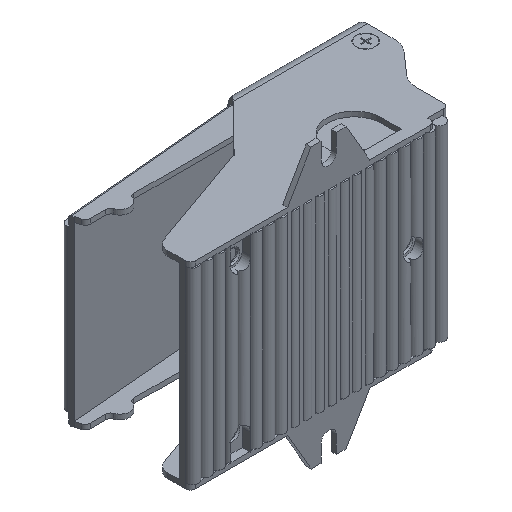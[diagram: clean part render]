
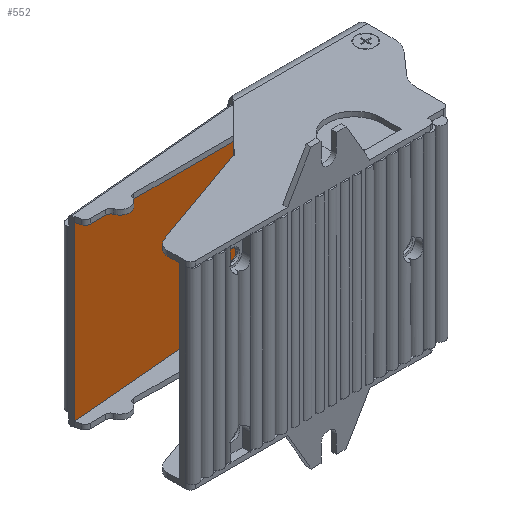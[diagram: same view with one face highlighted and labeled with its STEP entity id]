
A CAD part, isometric view. The second image highlights one B-rep face of the part: STEP entity #552.
In plain terms, the highlighted planar face has unit normal (0.087, -0.996, 0).
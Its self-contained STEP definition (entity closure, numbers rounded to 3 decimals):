
#552 = ADVANCED_FACE( '', ( #1404 ), #1405, .F. );
#1404 = FACE_OUTER_BOUND( '', #2577, .T. );
#1405 = PLANE( '', #2578 );
#2577 = EDGE_LOOP( '', ( #4283, #4284, #4285, #4286, #4287, #4288, #4289, #4290, #4291, #4292, #4293, #4294 ) );
#2578 = AXIS2_PLACEMENT_3D( '', #4295, #4296, #4297 );
#4283 = ORIENTED_EDGE( '', *, *, #6971, .F. );
#4284 = ORIENTED_EDGE( '', *, *, #7384, .T. );
#4285 = ORIENTED_EDGE( '', *, *, #7385, .T. );
#4286 = ORIENTED_EDGE( '', *, *, #7386, .F. );
#4287 = ORIENTED_EDGE( '', *, *, #7387, .T. );
#4288 = ORIENTED_EDGE( '', *, *, #7388, .F. );
#4289 = ORIENTED_EDGE( '', *, *, #7169, .T. );
#4290 = ORIENTED_EDGE( '', *, *, #7389, .F. );
#4291 = ORIENTED_EDGE( '', *, *, #7390, .F. );
#4292 = ORIENTED_EDGE( '', *, *, #7391, .T. );
#4293 = ORIENTED_EDGE( '', *, *, #7392, .F. );
#4294 = ORIENTED_EDGE( '', *, *, #7393, .T. );
#4295 = CARTESIAN_POINT( '', ( -66.79, 42.771, -36.9 ) );
#4296 = DIRECTION( '', ( -0.087, 0.996, 0. ) );
#4297 = DIRECTION( '', ( -0.996, -0.087, 0. ) );
#6971 = EDGE_CURVE( '', #8364, #8366, #8367, .T. );
#7169 = EDGE_CURVE( '', #8720, #8717, #8721, .T. );
#7384 = EDGE_CURVE( '', #8364, #9079, #9080, .T. );
#7385 = EDGE_CURVE( '', #9079, #9081, #9082, .T. );
#7386 = EDGE_CURVE( '', #9083, #9081, #9084, .T. );
#7387 = EDGE_CURVE( '', #9083, #9085, #9086, .T. );
#7388 = EDGE_CURVE( '', #8720, #9085, #9087, .T. );
#7389 = EDGE_CURVE( '', #9088, #8717, #9089, .T. );
#7390 = EDGE_CURVE( '', #9090, #9088, #9091, .T. );
#7391 = EDGE_CURVE( '', #9090, #9092, #9093, .T. );
#7392 = EDGE_CURVE( '', #9094, #9092, #9095, .T. );
#7393 = EDGE_CURVE( '', #9094, #8366, #9096, .T. );
#8364 = VERTEX_POINT( '', #10407 );
#8366 = VERTEX_POINT( '', #10410 );
#8367 = LINE( '', #10411, #10412 );
#8717 = VERTEX_POINT( '', #10939 );
#8720 = VERTEX_POINT( '', #10943 );
#8721 = LINE( '', #10944, #10945 );
#9079 = VERTEX_POINT( '', #11505 );
#9080 = LINE( '', #11506, #11507 );
#9081 = VERTEX_POINT( '', #11508 );
#9082 = LINE( '', #11509, #11510 );
#9083 = VERTEX_POINT( '', #11511 );
#9084 = LINE( '', #11512, #11513 );
#9085 = VERTEX_POINT( '', #11514 );
#9086 = LINE( '', #11515, #11516 );
#9087 = LINE( '', #11517, #11518 );
#9088 = VERTEX_POINT( '', #11519 );
#9089 = LINE( '', #11520, #11521 );
#9090 = VERTEX_POINT( '', #11522 );
#9091 = LINE( '', #11523, #11524 );
#9092 = VERTEX_POINT( '', #11525 );
#9093 = LINE( '', #11526, #11527 );
#9094 = VERTEX_POINT( '', #11528 );
#9095 = LINE( '', #11529, #11530 );
#9096 = LINE( '', #11531, #11532 );
#10407 = CARTESIAN_POINT( '', ( 5.615, 49.106, -36.9 ) );
#10410 = CARTESIAN_POINT( '', ( 5.615, 49.106, -34.9 ) );
#10411 = CARTESIAN_POINT( '', ( 5.615, 49.106, -36.9 ) );
#10412 = VECTOR( '', #13236, 1000. );
#10939 = CARTESIAN_POINT( '', ( -64.583, 42.964, 36.9 ) );
#10943 = CARTESIAN_POINT( '', ( -64.583, 42.964, 34.9 ) );
#10944 = CARTESIAN_POINT( '', ( -64.583, 42.964, 34.9 ) );
#10945 = VECTOR( '', #13503, 1000. );
#11505 = CARTESIAN_POINT( '', ( 8.921, 49.395, -36.9 ) );
#11506 = CARTESIAN_POINT( '', ( -66.79, 42.771, -36.9 ) );
#11507 = VECTOR( '', #13756, 1000. );
#11508 = CARTESIAN_POINT( '', ( 8.921, 49.395, 36.9 ) );
#11509 = CARTESIAN_POINT( '', ( 8.921, 49.395, -36.9 ) );
#11510 = VECTOR( '', #13757, 1000. );
#11511 = CARTESIAN_POINT( '', ( 5.615, 49.106, 36.9 ) );
#11512 = CARTESIAN_POINT( '', ( -66.79, 42.771, 36.9 ) );
#11513 = VECTOR( '', #13758, 1000. );
#11514 = CARTESIAN_POINT( '', ( 5.615, 49.106, 34.9 ) );
#11515 = CARTESIAN_POINT( '', ( 5.615, 49.106, -36.9 ) );
#11516 = VECTOR( '', #13759, 1000. );
#11517 = CARTESIAN_POINT( '', ( -66.79, 42.771, 34.9 ) );
#11518 = VECTOR( '', #13760, 1000. );
#11519 = CARTESIAN_POINT( '', ( -64.932, 42.933, 36.9 ) );
#11520 = CARTESIAN_POINT( '', ( -66.79, 42.771, 36.9 ) );
#11521 = VECTOR( '', #13761, 1000. );
#11522 = CARTESIAN_POINT( '', ( -64.932, 42.933, -36.9 ) );
#11523 = CARTESIAN_POINT( '', ( -64.932, 42.933, -36.9 ) );
#11524 = VECTOR( '', #13762, 1000. );
#11525 = CARTESIAN_POINT( '', ( -64.583, 42.964, -36.9 ) );
#11526 = CARTESIAN_POINT( '', ( -66.79, 42.771, -36.9 ) );
#11527 = VECTOR( '', #13763, 1000. );
#11528 = CARTESIAN_POINT( '', ( -64.583, 42.964, -34.9 ) );
#11529 = CARTESIAN_POINT( '', ( -64.583, 42.964, -34.9 ) );
#11530 = VECTOR( '', #13764, 1000. );
#11531 = CARTESIAN_POINT( '', ( -66.79, 42.771, -34.9 ) );
#11532 = VECTOR( '', #13765, 1000. );
#13236 = DIRECTION( '', ( 0., 0., 1. ) );
#13503 = DIRECTION( '', ( 0., 0., 1. ) );
#13756 = DIRECTION( '', ( 0.996, 0.087, 0. ) );
#13757 = DIRECTION( '', ( 0., 0., 1. ) );
#13758 = DIRECTION( '', ( 0.996, 0.087, 0. ) );
#13759 = DIRECTION( '', ( 0., 0., -1. ) );
#13760 = DIRECTION( '', ( 0.996, 0.087, 0. ) );
#13761 = DIRECTION( '', ( 0.996, 0.087, 0. ) );
#13762 = DIRECTION( '', ( 0., 0., 1. ) );
#13763 = DIRECTION( '', ( 0.996, 0.087, 0. ) );
#13764 = DIRECTION( '', ( 0., 0., -1. ) );
#13765 = DIRECTION( '', ( 0.996, 0.087, 0. ) );
